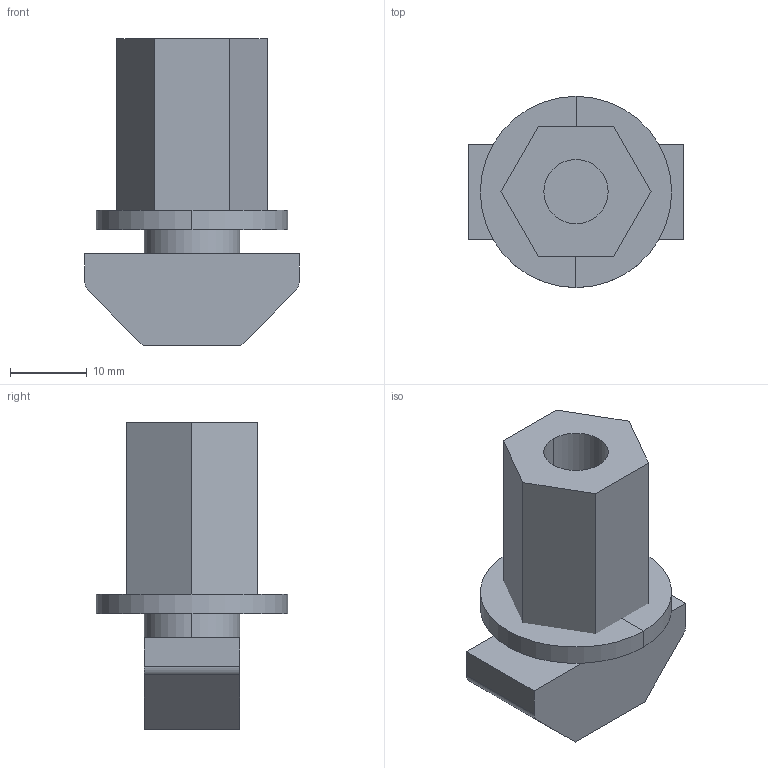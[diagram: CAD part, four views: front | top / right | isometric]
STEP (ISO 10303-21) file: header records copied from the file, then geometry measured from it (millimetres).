
FILE_DESCRIPTION (( 'STEP AP214' ), '1' );
FILE_NAME ('R952-060.STEP', '2024-06-18T10:39:11', ( '' ), ( '' ), 'SwSTEP 2.0', 'SolidWorks 2024', '' );
FILE_SCHEMA (( 'AUTOMOTIVE_DESIGN' ));
Length unit declared in the file: millimetre
Products named in the file (1): R952-060
Bounding box: 28 x 25 x 40.11 mm (x, y, z)
Volume: 10784.2 mm3; surface area: 5978.4 mm2
Topology: 5 solids, 5 shells, 37 faces, 79 edges, 50 vertices
Faces by surface type: plane 25, cylinder 12
Entity records: 1060 total; most frequent: DIRECTION 179, CARTESIAN_POINT 167, ORIENTED_EDGE 158, EDGE_CURVE 79, AXIS2_PLACEMENT_3D 62, VECTOR 55, LINE 55, VERTEX_POINT 50
